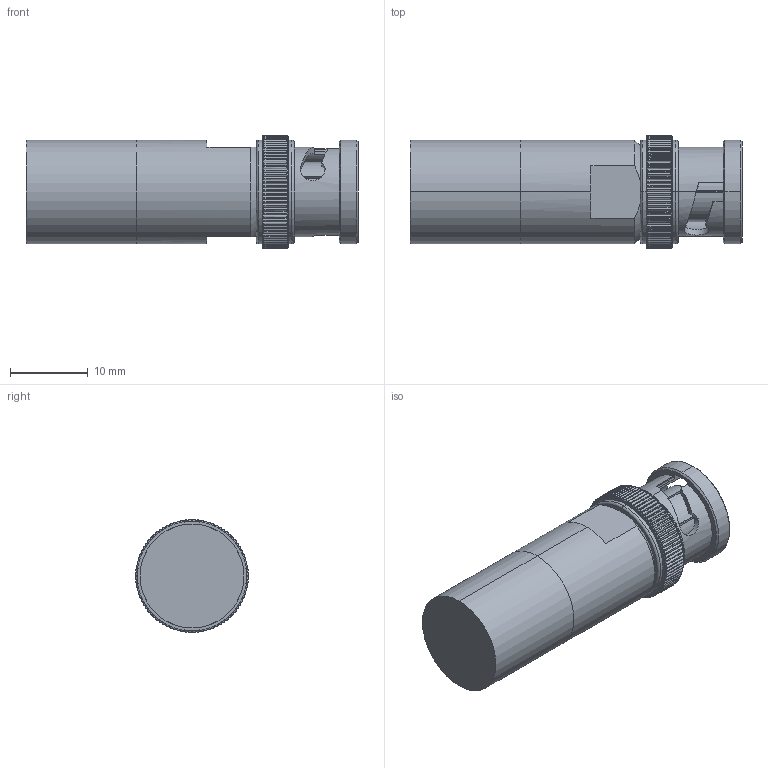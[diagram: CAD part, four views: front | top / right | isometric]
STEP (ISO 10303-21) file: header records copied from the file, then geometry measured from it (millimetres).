
FILE_DESCRIPTION (( 'STEP AP214' ), '1' );
FILE_NAME ('FMTR10-06403-010_3D.step', '2023-09-20T23:31:50', ( '' ), ( '' ), 'SwSTEP 2.0', 'SolidWorks 2022', '' );
FILE_SCHEMA (( 'AUTOMOTIVE_DESIGN' ));
Length unit declared in the file: inch
Products named in the file (4): 10-08030-XXX-MA1; 10-08030-XXX-MA3; FMTR10-06403-010_3D; Copy of MSY00002-MA2^FMTR10-06403-010
Assembly tree (3 placements, depth 2):
  FMTR10-06403-010_3D
    10-08030-XXX-MA1
    10-08030-XXX-MA3
    Copy of MSY00002-MA2^FMTR10-06403-010
Bounding box: 42.6 x 14.47 x 14.47 mm (x, y, z)
Volume: 5027.7 mm3; surface area: 4196 mm2
Topology: 3 solids, 3 shells, 670 faces, 1923 edges, 1268 vertices
Faces by surface type: cylinder 372, torus 194, plane 68, cone 26, bspline 10
Entity records: 25088 total; most frequent: CARTESIAN_POINT 7445, ORIENTED_EDGE 3842, DIRECTION 3636, EDGE_CURVE 1921, AXIS2_PLACEMENT_3D 1567, VERTEX_POINT 1268, CIRCLE 901, EDGE_LOOP 689
